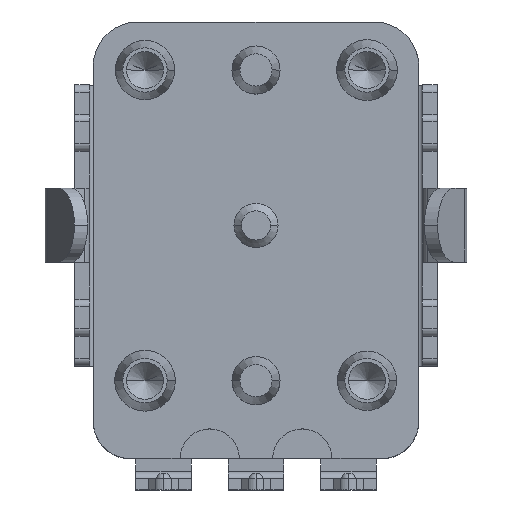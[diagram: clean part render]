
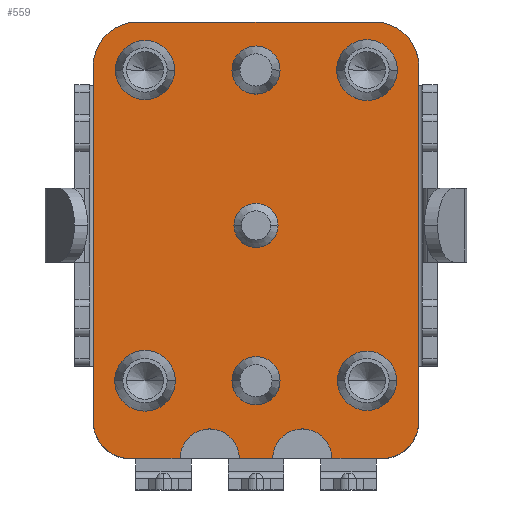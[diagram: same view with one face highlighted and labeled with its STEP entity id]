
A CAD part, top view. The second image highlights one B-rep face of the part: STEP entity #559.
In plain terms, the highlighted planar face has unit normal (0, 0, 1).
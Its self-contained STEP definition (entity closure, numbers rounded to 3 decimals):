
#559=ADVANCED_FACE('NONE',(#1402,#1403,#1404,#1405,#1406,#1407,#1408,#1409),#1410,.T.);
#1402=FACE_OUTER_BOUND('',#2544,.T.);
#1403=FACE_BOUND('',#2545,.T.);
#1404=FACE_BOUND('',#2546,.T.);
#1405=FACE_BOUND('',#2547,.T.);
#1406=FACE_BOUND('',#2548,.T.);
#1407=FACE_BOUND('',#2549,.T.);
#1408=FACE_BOUND('',#2550,.T.);
#1409=FACE_BOUND('',#2551,.T.);
#1410=PLANE('',#2552);
#2544=EDGE_LOOP('',(#4209,#4210,#4211,#4212,#4213,#4214,#4215,#4216,#4217,#4218,#4219,#4220));
#2545=EDGE_LOOP('',(#4221,#4222));
#2546=EDGE_LOOP('',(#4223,#4224));
#2547=EDGE_LOOP('',(#4225,#4226));
#2548=EDGE_LOOP('',(#4227,#4228));
#2549=EDGE_LOOP('',(#4229,#4230));
#2550=EDGE_LOOP('',(#4231,#4232));
#2551=EDGE_LOOP('',(#4233,#4234));
#2552=AXIS2_PLACEMENT_3D('',#4235,#4236,#4237);
#4209=ORIENTED_EDGE('',*,*,#7387,.F.);
#4210=ORIENTED_EDGE('',*,*,#7372,.T.);
#4211=ORIENTED_EDGE('',*,*,#7388,.T.);
#4212=ORIENTED_EDGE('',*,*,#7389,.T.);
#4213=ORIENTED_EDGE('',*,*,#7390,.T.);
#4214=ORIENTED_EDGE('',*,*,#7391,.T.);
#4215=ORIENTED_EDGE('',*,*,#7392,.T.);
#4216=ORIENTED_EDGE('',*,*,#7393,.T.);
#4217=ORIENTED_EDGE('',*,*,#7394,.T.);
#4218=ORIENTED_EDGE('',*,*,#7366,.T.);
#4219=ORIENTED_EDGE('',*,*,#7395,.F.);
#4220=ORIENTED_EDGE('',*,*,#7362,.T.);
#4221=ORIENTED_EDGE('',*,*,#7307,.F.);
#4222=ORIENTED_EDGE('',*,*,#7034,.F.);
#4223=ORIENTED_EDGE('',*,*,#7302,.F.);
#4224=ORIENTED_EDGE('',*,*,#7043,.F.);
#4225=ORIENTED_EDGE('',*,*,#7313,.F.);
#4226=ORIENTED_EDGE('',*,*,#7022,.F.);
#4227=ORIENTED_EDGE('',*,*,#7326,.F.);
#4228=ORIENTED_EDGE('',*,*,#6999,.F.);
#4229=ORIENTED_EDGE('',*,*,#7321,.F.);
#4230=ORIENTED_EDGE('',*,*,#7008,.F.);
#4231=ORIENTED_EDGE('',*,*,#7332,.F.);
#4232=ORIENTED_EDGE('',*,*,#6987,.F.);
#4233=ORIENTED_EDGE('',*,*,#7181,.T.);
#4234=ORIENTED_EDGE('',*,*,#7234,.T.);
#4235=CARTESIAN_POINT('',(-3.2,4.3,4.48));
#4236=DIRECTION('',(0.0,0.0,1.0));
#4237=DIRECTION('',(1.0,0.0,0.0));
#6987=EDGE_CURVE('NONE',#8410,#8408,#8412,.T.);
#6999=EDGE_CURVE('NONE',#8430,#8432,#8433,.T.);
#7008=EDGE_CURVE('NONE',#8445,#8447,#8448,.T.);
#7022=EDGE_CURVE('NONE',#8469,#8467,#8471,.T.);
#7034=EDGE_CURVE('NONE',#8489,#8491,#8492,.T.);
#7043=EDGE_CURVE('NONE',#8504,#8506,#8507,.T.);
#7181=EDGE_CURVE('NONE',#8763,#8765,#8767,.T.);
#7234=EDGE_CURVE('NONE',#8765,#8763,#8846,.T.);
#7302=EDGE_CURVE('NONE',#8506,#8504,#8955,.T.);
#7307=EDGE_CURVE('NONE',#8491,#8489,#8960,.T.);
#7313=EDGE_CURVE('NONE',#8467,#8469,#8966,.T.);
#7321=EDGE_CURVE('NONE',#8447,#8445,#8974,.T.);
#7326=EDGE_CURVE('NONE',#8432,#8430,#8979,.T.);
#7332=EDGE_CURVE('NONE',#8408,#8410,#8985,.T.);
#7362=EDGE_CURVE('NONE',#9036,#9034,#9037,.T.);
#7366=EDGE_CURVE('NONE',#9044,#9042,#9045,.T.);
#7372=EDGE_CURVE('NONE',#9054,#9052,#9055,.T.);
#7387=EDGE_CURVE('NONE',#9054,#9034,#9082,.T.);
#7388=EDGE_CURVE('NONE',#9052,#9083,#9084,.T.);
#7389=EDGE_CURVE('NONE',#9083,#9085,#9086,.T.);
#7390=EDGE_CURVE('NONE',#9085,#9087,#9088,.T.);
#7391=EDGE_CURVE('NONE',#9087,#9089,#9090,.T.);
#7392=EDGE_CURVE('NONE',#9089,#9091,#9092,.T.);
#7393=EDGE_CURVE('NONE',#9091,#9093,#9094,.T.);
#7394=EDGE_CURVE('NONE',#9093,#9044,#9095,.T.);
#7395=EDGE_CURVE('NONE',#9036,#9042,#9096,.T.);
#8408=VERTEX_POINT('NONE',#10477);
#8410=VERTEX_POINT('',#10480);
#8412=CIRCLE('',#10483,0.82);
#8430=VERTEX_POINT('',#10505);
#8432=VERTEX_POINT('NONE',#10508);
#8433=CIRCLE('',#10509,0.8);
#8445=VERTEX_POINT('',#10524);
#8447=VERTEX_POINT('NONE',#10527);
#8448=CIRCLE('',#10528,0.65);
#8467=VERTEX_POINT('NONE',#10552);
#8469=VERTEX_POINT('',#10555);
#8471=CIRCLE('',#10558,0.82);
#8489=VERTEX_POINT('',#10580);
#8491=VERTEX_POINT('NONE',#10583);
#8492=CIRCLE('',#10584,0.8);
#8504=VERTEX_POINT('',#10599);
#8506=VERTEX_POINT('NONE',#10602);
#8507=CIRCLE('',#10603,0.65);
#8763=VERTEX_POINT('NONE',#11058);
#8765=VERTEX_POINT('',#11061);
#8767=CIRCLE('',#11064,0.595);
#8846=CIRCLE('',#11161,0.595);
#8955=CIRCLE('',#11333,0.65);
#8960=CIRCLE('',#11338,0.8);
#8966=CIRCLE('',#11344,0.82);
#8974=CIRCLE('',#11352,0.65);
#8979=CIRCLE('',#11357,0.8);
#8985=CIRCLE('',#11363,0.82);
#9034=VERTEX_POINT('NONE',#11425);
#9036=VERTEX_POINT('NONE',#11428);
#9037=LINE('',#11429,#11430);
#9042=VERTEX_POINT('NONE',#11437);
#9044=VERTEX_POINT('NONE',#11440);
#9045=LINE('',#11441,#11442);
#9052=VERTEX_POINT('NONE',#11453);
#9054=VERTEX_POINT('NONE',#11456);
#9055=LINE('',#11457,#11458);
#9082=CIRCLE('',#11498,0.8);
#9083=VERTEX_POINT('NONE',#11499);
#9084=CIRCLE('',#11500,1.0);
#9085=VERTEX_POINT('NONE',#11501);
#9086=LINE('',#11502,#11503);
#9087=VERTEX_POINT('NONE',#11504);
#9088=CIRCLE('',#11505,1.2);
#9089=VERTEX_POINT('NONE',#11506);
#9090=LINE('',#11507,#11508);
#9091=VERTEX_POINT('NONE',#11509);
#9092=CIRCLE('',#11510,1.2);
#9093=VERTEX_POINT('NONE',#11511);
#9094=LINE('',#11512,#11513);
#9095=CIRCLE('',#11514,1.0);
#9096=CIRCLE('',#11515,0.8);
#10477=CARTESIAN_POINT('',(2.18,4.2,4.48));
#10480=CARTESIAN_POINT('',(3.82,4.2,4.48));
#10483=AXIS2_PLACEMENT_3D('',#13444,#13445,#13446);
#10505=CARTESIAN_POINT('',(-2.2,4.2,4.48));
#10508=CARTESIAN_POINT('',(-3.8,4.2,4.48));
#10509=AXIS2_PLACEMENT_3D('',#13461,#13462,#13463);
#10524=CARTESIAN_POINT('',(0.65,4.2,4.48));
#10527=CARTESIAN_POINT('',(-0.65,4.2,4.48));
#10528=AXIS2_PLACEMENT_3D('',#13474,#13475,#13476);
#10552=CARTESIAN_POINT('',(-2.18,-4.2,4.48));
#10555=CARTESIAN_POINT('',(-3.82,-4.2,4.48));
#10558=AXIS2_PLACEMENT_3D('',#13493,#13494,#13495);
#10580=CARTESIAN_POINT('',(2.2,-4.2,4.48));
#10583=CARTESIAN_POINT('',(3.8,-4.2,4.48));
#10584=AXIS2_PLACEMENT_3D('',#13510,#13511,#13512);
#10599=CARTESIAN_POINT('',(-0.65,-4.2,4.48));
#10602=CARTESIAN_POINT('',(0.65,-4.2,4.48));
#10603=AXIS2_PLACEMENT_3D('',#13523,#13524,#13525);
#11058=CARTESIAN_POINT('',(0.595,0.,4.48));
#11061=CARTESIAN_POINT('',(-0.595,0.,4.48));
#11064=AXIS2_PLACEMENT_3D('',#13682,#13683,#13684);
#11161=AXIS2_PLACEMENT_3D('',#13763,#13764,#13765);
#11333=AXIS2_PLACEMENT_3D('',#13862,#13863,#13864);
#11338=AXIS2_PLACEMENT_3D('',#13871,#13872,#13873);
#11344=AXIS2_PLACEMENT_3D('',#13880,#13881,#13882);
#11352=AXIS2_PLACEMENT_3D('',#13895,#13896,#13897);
#11357=AXIS2_PLACEMENT_3D('',#13904,#13905,#13906);
#11363=AXIS2_PLACEMENT_3D('',#13913,#13914,#13915);
#11425=CARTESIAN_POINT('',(0.45,-6.3,4.48));
#11428=CARTESIAN_POINT('',(-0.45,-6.3,4.48));
#11429=CARTESIAN_POINT('',(-3.4,-6.3,4.48));
#11430=VECTOR('',#13957,1000.0);
#11437=CARTESIAN_POINT('',(-2.05,-6.3,4.48));
#11440=CARTESIAN_POINT('',(-3.4,-6.3,4.48));
#11441=CARTESIAN_POINT('',(-3.4,-6.3,4.48));
#11442=VECTOR('',#13961,1000.0);
#11453=CARTESIAN_POINT('',(3.4,-6.3,4.48));
#11456=CARTESIAN_POINT('',(2.05,-6.3,4.48));
#11457=CARTESIAN_POINT('',(-3.4,-6.3,4.48));
#11458=VECTOR('',#13967,1000.0);
#11498=AXIS2_PLACEMENT_3D('',#13981,#13982,#13983);
#11499=CARTESIAN_POINT('',(4.4,-5.3,4.48));
#11500=AXIS2_PLACEMENT_3D('',#13984,#13985,#13986);
#11501=CARTESIAN_POINT('',(4.4,4.3,4.48));
#11502=CARTESIAN_POINT('',(4.4,4.3,4.48));
#11503=VECTOR('',#13987,1000.0);
#11504=CARTESIAN_POINT('',(3.2,5.5,4.48));
#11505=AXIS2_PLACEMENT_3D('',#13988,#13989,#13990);
#11506=CARTESIAN_POINT('',(-3.2,5.5,4.48));
#11507=CARTESIAN_POINT('',(-3.2,5.5,4.48));
#11508=VECTOR('',#13991,1000.0);
#11509=CARTESIAN_POINT('',(-4.4,4.3,4.48));
#11510=AXIS2_PLACEMENT_3D('',#13992,#13993,#13994);
#11511=CARTESIAN_POINT('',(-4.4,-5.3,4.48));
#11512=CARTESIAN_POINT('',(-4.4,4.3,4.48));
#11513=VECTOR('',#13995,1000.0);
#11514=AXIS2_PLACEMENT_3D('',#13996,#13997,#13998);
#11515=AXIS2_PLACEMENT_3D('',#13999,#14000,#14001);
#13444=CARTESIAN_POINT('',(3.0,4.2,4.48));
#13445=DIRECTION('',(0.0,0.0,1.0));
#13446=DIRECTION('',(1.0,0.0,0.0));
#13461=CARTESIAN_POINT('',(-3.0,4.2,4.48));
#13462=DIRECTION('',(0.0,-0.0,1.0));
#13463=DIRECTION('',(1.0,0.0,0.0));
#13474=CARTESIAN_POINT('',(0.0,4.2,4.48));
#13475=DIRECTION('',(0.0,-0.0,1.0));
#13476=DIRECTION('',(1.0,0.0,0.0));
#13493=CARTESIAN_POINT('',(-3.,-4.2,4.48));
#13494=DIRECTION('',(0.0,0.0,1.0));
#13495=DIRECTION('',(1.0,0.0,0.0));
#13510=CARTESIAN_POINT('',(3.,-4.2,4.48));
#13511=DIRECTION('',(0.,0.,1.0));
#13512=DIRECTION('',(-1.0,0.,0.0));
#13523=CARTESIAN_POINT('',(0.,-4.2,4.48));
#13524=DIRECTION('',(0.0,0.0,1.0));
#13525=DIRECTION('',(-1.0,0.,0.0));
#13682=CARTESIAN_POINT('',(0.,0.,4.48));
#13683=DIRECTION('',(0.0,0.0,-1.0));
#13684=DIRECTION('',(1.0,0.0,0.0));
#13763=CARTESIAN_POINT('',(0.,0.,4.48));
#13764=DIRECTION('',(0.0,0.0,-1.0));
#13765=DIRECTION('',(1.0,0.0,0.0));
#13862=CARTESIAN_POINT('',(0.,-4.2,4.48));
#13863=DIRECTION('',(0.0,0.0,1.0));
#13864=DIRECTION('',(-1.0,0.,0.0));
#13871=CARTESIAN_POINT('',(3.,-4.2,4.48));
#13872=DIRECTION('',(0.,0.,1.0));
#13873=DIRECTION('',(-1.0,0.,0.0));
#13880=CARTESIAN_POINT('',(-3.,-4.2,4.48));
#13881=DIRECTION('',(0.0,0.0,1.0));
#13882=DIRECTION('',(1.0,0.0,0.0));
#13895=CARTESIAN_POINT('',(0.0,4.2,4.48));
#13896=DIRECTION('',(0.0,-0.0,1.0));
#13897=DIRECTION('',(1.0,0.0,0.0));
#13904=CARTESIAN_POINT('',(-3.0,4.2,4.48));
#13905=DIRECTION('',(0.0,-0.0,1.0));
#13906=DIRECTION('',(1.0,0.0,0.0));
#13913=CARTESIAN_POINT('',(3.0,4.2,4.48));
#13914=DIRECTION('',(0.0,0.0,1.0));
#13915=DIRECTION('',(1.0,0.0,0.0));
#13957=DIRECTION('',(1.0,0.,0.0));
#13961=DIRECTION('',(1.0,0.,0.0));
#13967=DIRECTION('',(1.0,0.,0.0));
#13981=CARTESIAN_POINT('',(1.25,-6.3,4.48));
#13982=DIRECTION('',(0.0,0.0,1.0));
#13983=DIRECTION('',(-1.0,0.0,0.0));
#13984=CARTESIAN_POINT('',(3.4,-5.3,4.48));
#13985=DIRECTION('',(0.0,0.0,1.0));
#13986=DIRECTION('',(1.0,0.0,0.0));
#13987=DIRECTION('',(0.,1.0,-0.0));
#13988=CARTESIAN_POINT('',(3.2,4.3,4.48));
#13989=DIRECTION('',(0.0,0.0,1.0));
#13990=DIRECTION('',(-1.0,0.0,0.0));
#13991=DIRECTION('',(-1.0,0.,-0.0));
#13992=CARTESIAN_POINT('',(-3.2,4.3,4.48));
#13993=DIRECTION('',(0.0,0.0,1.0));
#13994=DIRECTION('',(1.0,0.0,0.0));
#13995=DIRECTION('',(0.0,-1.0,0.0));
#13996=CARTESIAN_POINT('',(-3.4,-5.3,4.48));
#13997=DIRECTION('',(0.0,0.0,1.0));
#13998=DIRECTION('',(1.0,0.0,0.0));
#13999=CARTESIAN_POINT('',(-1.25,-6.3,4.48));
#14000=DIRECTION('',(0.0,0.0,1.0));
#14001=DIRECTION('',(-1.0,0.0,0.0));
